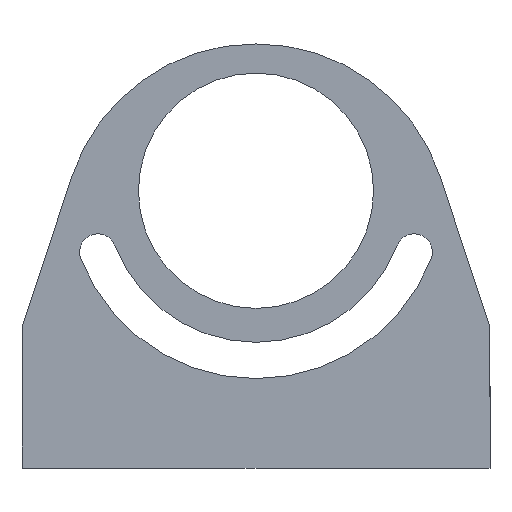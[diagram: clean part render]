
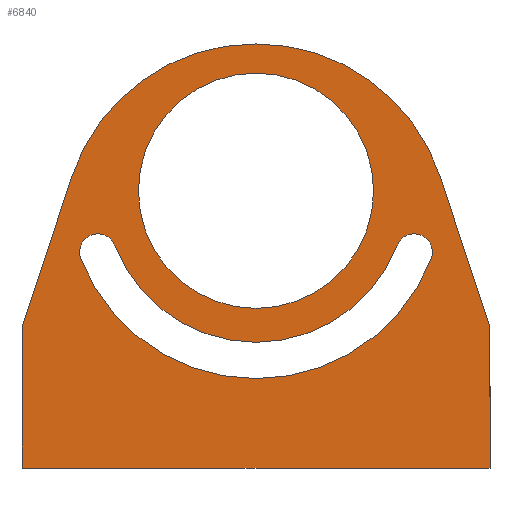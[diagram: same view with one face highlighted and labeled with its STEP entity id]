
A CAD part, left-side view. The second image highlights one B-rep face of the part: STEP entity #6840.
In plain terms, the highlighted face is planar.
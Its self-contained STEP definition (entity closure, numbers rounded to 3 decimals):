
#2270=CARTESIAN_POINT('',(20.,-2.,0.));
#2280=VERTEX_POINT('',#2270);
#2310=CARTESIAN_POINT('',(0.,-2.,0.));
#2320=DIRECTION('',(-1.,0.,0.));
#2330=VECTOR('',#2320,1.);
#2340=LINE('',#2310,#2330);
#2350=CARTESIAN_POINT('',(-20.,-2.,0.));
#2360=VERTEX_POINT('',#2350);
#2370=EDGE_CURVE('',#2280,#2360,#2340,.T.);
#5060=CARTESIAN_POINT('',(-14.97,15.913,0.));
#5070=VERTEX_POINT('',#5060);
#5100=CARTESIAN_POINT('',(0.,21.7,0.));
#5110=DIRECTION('',(0.,0.,1.));
#5120=DIRECTION('',(-0.933,-0.361,0.));
#5130=AXIS2_PLACEMENT_3D('',#5100,#5110,#5120);
#5140=CIRCLE('',#5130,16.05);
#5150=CARTESIAN_POINT('',(14.97,15.913,0.));
#5160=VERTEX_POINT('',#5150);
#5170=EDGE_CURVE('',#5070,#5160,#5140,.T.);
#5530=CARTESIAN_POINT('',(20.,10.,0.));
#5540=VERTEX_POINT('',#5530);
#5590=CARTESIAN_POINT('',(20.,0.,0.));
#5600=DIRECTION('',(0.,1.,0.));
#5610=VECTOR('',#5600,1.);
#5620=LINE('',#5590,#5610);
#5630=EDGE_CURVE('',#2280,#5540,#5620,.T.);
#5840=CARTESIAN_POINT('',(20.,34.25,0.));
#5850=DIRECTION('',(0.,0.,-1.));
#5860=DIRECTION('',(-1.,0.,0.));
#5870=AXIS2_PLACEMENT_3D('',#5840,#5850,#5860);
#5880=PLANE('',#5870);
#5890=ORIENTED_EDGE('',*,*,#5170,.T.);
#5900=CARTESIAN_POINT('',(-13.525,16.471,0.));
#5910=DIRECTION('',(0.,0.,1.));
#5920=DIRECTION('',(0.933,0.361,0.));
#5930=AXIS2_PLACEMENT_3D('',#5900,#5910,#5920);
#5940=CIRCLE('',#5930,1.55);
#5950=CARTESIAN_POINT('',(-12.079,17.03,0.));
#5960=VERTEX_POINT('',#5950);
#5970=EDGE_CURVE('',#5960,#5070,#5940,.T.);
#5980=ORIENTED_EDGE('',*,*,#5970,.T.);
#5990=CARTESIAN_POINT('',(0.,21.7,0.));
#6000=DIRECTION('',(0.,0.,-1.));
#6010=DIRECTION('',(0.933,-0.361,0.));
#6020=AXIS2_PLACEMENT_3D('',#5990,#6000,#6010);
#6030=CIRCLE('',#6020,12.95);
#6040=CARTESIAN_POINT('',(12.079,17.03,0.));
#6050=VERTEX_POINT('',#6040);
#6060=EDGE_CURVE('',#6050,#5960,#6030,.T.);
#6070=ORIENTED_EDGE('',*,*,#6060,.T.);
#6080=CARTESIAN_POINT('',(13.525,16.471,0.));
#6090=DIRECTION('',(0.,0.,1.));
#6100=DIRECTION('',(0.933,-0.361,0.));
#6110=AXIS2_PLACEMENT_3D('',#6080,#6090,#6100);
#6120=CIRCLE('',#6110,1.55);
#6130=EDGE_CURVE('',#5160,#6050,#6120,.T.);
#6140=ORIENTED_EDGE('',*,*,#6130,.T.);
#6150=EDGE_LOOP('',(#6140,#6070,#5980,#5890));
#6160=FACE_BOUND('',#6150,.T.);
#6170=CARTESIAN_POINT('',(0.,21.7,0.));
#6180=DIRECTION('',(0.,0.,1.));
#6190=DIRECTION('',(-1.,0.,0.));
#6200=AXIS2_PLACEMENT_3D('',#6170,#6180,#6190);
#6210=CIRCLE('',#6200,10.05);
#6220=CARTESIAN_POINT('',(-10.05,21.7,0.));
#6230=VERTEX_POINT('',#6220);
#6240=CARTESIAN_POINT('',(10.05,21.7,0.));
#6250=VERTEX_POINT('',#6240);
#6260=EDGE_CURVE('',#6230,#6250,#6210,.T.);
#6270=ORIENTED_EDGE('',*,*,#6260,.T.);
#6280=EDGE_CURVE('',#6250,#6230,#6210,.T.);
#6290=ORIENTED_EDGE('',*,*,#6280,.T.);
#6300=EDGE_LOOP('',(#6290,#6270));
#6310=FACE_BOUND('',#6300,.T.);
#6320=CARTESIAN_POINT('',(-20.,0.,0.));
#6330=DIRECTION('',(0.,-1.,0.));
#6340=VECTOR('',#6330,1.);
#6350=LINE('',#6320,#6340);
#6360=CARTESIAN_POINT('',(-20.,10.,0.));
#6370=VERTEX_POINT('',#6360);
#6380=EDGE_CURVE('',#6370,#2360,#6350,.T.);
#6390=ORIENTED_EDGE('',*,*,#6380,.F.);
#6400=ORIENTED_EDGE('',*,*,#2370,.T.);
#6410=ORIENTED_EDGE('',*,*,#5630,.F.);
#6420=CARTESIAN_POINT('',(23.299,0.,0.));
#6430=DIRECTION('',(0.313,-0.95,0.));
#6440=VECTOR('',#6430,1.);
#6450=LINE('',#6420,#6440);
#6460=CARTESIAN_POINT('',(15.738,22.919,0.));
#6470=VERTEX_POINT('',#6460);
#6480=EDGE_CURVE('',#6470,#5540,#6450,.T.);
#6490=ORIENTED_EDGE('',*,*,#6480,.T.);
#6500=CARTESIAN_POINT('',(0.069,17.75,0.));
#6510=DIRECTION('',(0.,0.,-1.));
#6520=DIRECTION('',(0.,1.,0.));
#6530=AXIS2_PLACEMENT_3D('',#6500,#6510,#6520);
#6540=CIRCLE('',#6530,16.5);
#6550=CARTESIAN_POINT('',(0.069,34.25,0.));
#6560=VERTEX_POINT('',#6550);
#6570=EDGE_CURVE('',#6560,#6470,#6540,.T.);
#6580=ORIENTED_EDGE('',*,*,#6570,.T.);
#6590=CARTESIAN_POINT('',(0.069,34.25,0.));
#6600=DIRECTION('',(-1.,0.,0.));
#6610=VECTOR('',#6600,1.);
#6620=LINE('',#6590,#6610);
#6630=CARTESIAN_POINT('',(-0.069,34.25,0.));
#6640=VERTEX_POINT('',#6630);
#6650=EDGE_CURVE('',#6560,#6640,#6620,.T.);
#6660=ORIENTED_EDGE('',*,*,#6650,.F.);
#6670=CARTESIAN_POINT('',(-0.069,17.75,0.));
#6680=DIRECTION('',(0.,0.,-1.));
#6690=DIRECTION('',(-0.95,0.313,0.));
#6700=AXIS2_PLACEMENT_3D('',#6670,#6680,#6690);
#6710=CIRCLE('',#6700,16.5);
#6720=CARTESIAN_POINT('',(-15.738,22.919,0.));
#6730=VERTEX_POINT('',#6720);
#6740=EDGE_CURVE('',#6730,#6640,#6710,.T.);
#6750=ORIENTED_EDGE('',*,*,#6740,.T.);
#6760=CARTESIAN_POINT('',(-23.299,0.,0.));
#6770=DIRECTION('',(0.313,0.95,0.));
#6780=VECTOR('',#6770,1.);
#6790=LINE('',#6760,#6780);
#6800=EDGE_CURVE('',#6370,#6730,#6790,.T.);
#6810=ORIENTED_EDGE('',*,*,#6800,.T.);
#6820=EDGE_LOOP('',(#6810,#6750,#6660,#6580,#6490,#6410,#6400,#6390));
#6830=FACE_OUTER_BOUND('',#6820,.T.);
#6840=ADVANCED_FACE('',(#6160,#6310,#6830),#5880,.T.);
